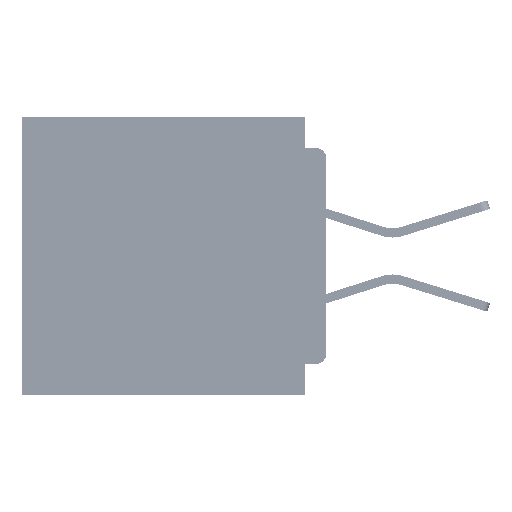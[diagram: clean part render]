
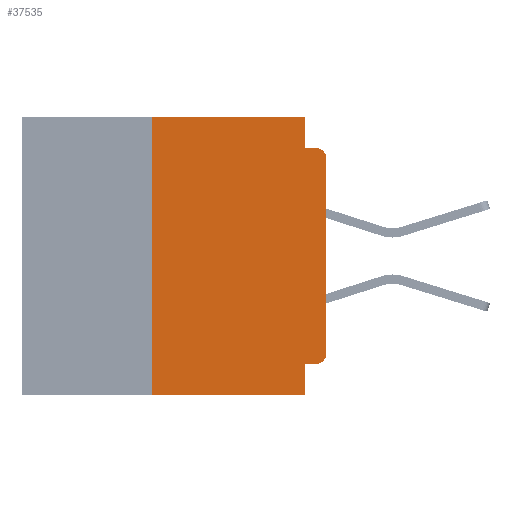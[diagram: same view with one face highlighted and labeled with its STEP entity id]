
A CAD part, left-side view. The second image highlights one B-rep face of the part: STEP entity #37535.
In plain terms, the highlighted planar face has unit normal (-1, 0, 0).
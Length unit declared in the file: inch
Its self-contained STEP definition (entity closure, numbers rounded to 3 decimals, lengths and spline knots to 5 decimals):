
#2537 = VECTOR ( 'NONE', #39823, 39.37008 ) ;
#2939 = DIRECTION ( 'NONE',  ( 0., 1., 0. ) ) ;
#3587 = ORIENTED_EDGE ( 'NONE', *, *, #44185, .F. ) ;
#3793 = LINE ( 'NONE', #13030, #18670 ) ;
#4094 = CARTESIAN_POINT ( 'NONE',  ( 0., 0., -0.34 ) ) ;
#4099 = LINE ( 'NONE', #29862, #2537 ) ;
#4609 = VERTEX_POINT ( 'NONE', #4094 ) ;
#5748 = EDGE_CURVE ( 'NONE', #20101, #41239, #54689, .T. ) ;
#6170 = CARTESIAN_POINT ( 'NONE',  ( 0., 0.437, -0.4 ) ) ;
#7529 = AXIS2_PLACEMENT_3D ( 'NONE', #46881, #17235, #51834 ) ;
#7564 = ORIENTED_EDGE ( 'NONE', *, *, #14367, .F. ) ;
#7949 = VERTEX_POINT ( 'NONE', #14149 ) ;
#8553 = CARTESIAN_POINT ( 'NONE',  ( 0., 0.031, -0.4 ) ) ;
#9036 = EDGE_CURVE ( 'NONE', #14097, #7949, #34213, .T. ) ;
#9200 = ORIENTED_EDGE ( 'NONE', *, *, #48763, .T. ) ;
#12114 = EDGE_CURVE ( 'NONE', #4609, #14097, #4099, .T. ) ;
#12552 = DIRECTION ( 'NONE',  ( 0., 0., -1. ) ) ;
#13030 = CARTESIAN_POINT ( 'NONE',  ( 0., 0., -0.355 ) ) ;
#14097 = VERTEX_POINT ( 'NONE', #26072 ) ;
#14149 = CARTESIAN_POINT ( 'NONE',  ( 0., 0.015, -0.045 ) ) ;
#14367 = EDGE_CURVE ( 'NONE', #26288, #42509, #3793, .T. ) ;
#15216 = CARTESIAN_POINT ( 'NONE',  ( 0., 0.25, -0.4 ) ) ;
#15519 = ORIENTED_EDGE ( 'NONE', *, *, #15851, .F. ) ;
#15635 = ORIENTED_EDGE ( 'NONE', *, *, #28444, .F. ) ;
#15851 = EDGE_CURVE ( 'NONE', #42509, #25186, #33974, .T. ) ;
#17071 = ORIENTED_EDGE ( 'NONE', *, *, #24184, .F. ) ;
#17235 = DIRECTION ( 'NONE',  ( -1., 0., 0. ) ) ;
#17334 = CARTESIAN_POINT ( 'NONE',  ( 0., 0.015, -0.355 ) ) ;
#17468 = CIRCLE ( 'NONE', #7529, 0.015 ) ;
#18670 = VECTOR ( 'NONE', #2939, 39.37008 ) ;
#19498 = DIRECTION ( 'NONE',  ( 1., 0., 0. ) ) ;
#20101 = VERTEX_POINT ( 'NONE', #34208 ) ;
#21731 = ORIENTED_EDGE ( 'NONE', *, *, #9036, .T. ) ;
#22348 = VECTOR ( 'NONE', #43268, 39.37008 ) ;
#24184 = EDGE_CURVE ( 'NONE', #51944, #7949, #31649, .T. ) ;
#24240 = CARTESIAN_POINT ( 'NONE',  ( 0., 0.437, 0. ) ) ;
#25186 = VERTEX_POINT ( 'NONE', #32619 ) ;
#26072 = CARTESIAN_POINT ( 'NONE',  ( 0., 0., -0.06 ) ) ;
#26288 = VERTEX_POINT ( 'NONE', #17334 ) ;
#26421 = VECTOR ( 'NONE', #45930, 39.37008 ) ;
#26539 = CARTESIAN_POINT ( 'NONE',  ( 0., 0.25, -0.4 ) ) ;
#27051 = DIRECTION ( 'NONE',  ( -1., 0., 0. ) ) ;
#27267 = CARTESIAN_POINT ( 'NONE',  ( 0., 0.031, 0. ) ) ;
#28333 = VECTOR ( 'NONE', #37681, 39.37008 ) ;
#28444 = EDGE_CURVE ( 'NONE', #60569, #20101, #36573, .T. ) ;
#29759 = AXIS2_PLACEMENT_3D ( 'NONE', #56738, #27051, #61635 ) ;
#29862 = CARTESIAN_POINT ( 'NONE',  ( 0., 0., 0. ) ) ;
#31112 = LINE ( 'NONE', #27267, #54313 ) ;
#31649 = LINE ( 'NONE', #54781, #56419 ) ;
#32619 = CARTESIAN_POINT ( 'NONE',  ( 0., 0.031, -0.4 ) ) ;
#33974 = LINE ( 'NONE', #8553, #22348 ) ;
#34208 = CARTESIAN_POINT ( 'NONE',  ( 0., 0.25, 0. ) ) ;
#34213 = CIRCLE ( 'NONE', #29759, 0.015 ) ;
#35089 = DIRECTION ( 'NONE',  ( 0., -1., 0. ) ) ;
#36573 = LINE ( 'NONE', #15216, #48166 ) ;
#37535 = ADVANCED_FACE ( 'NONE', ( #42952 ), #39191, .F. ) ;
#37681 = DIRECTION ( 'NONE',  ( 0., -1., 0. ) ) ;
#39191 = PLANE ( 'NONE',  #42432 ) ;
#39352 = EDGE_CURVE ( 'NONE', #60569, #25186, #51225, .T. ) ;
#39823 = DIRECTION ( 'NONE',  ( 0., 0., 1. ) ) ;
#40301 = ORIENTED_EDGE ( 'NONE', *, *, #39352, .T. ) ;
#41239 = VERTEX_POINT ( 'NONE', #60999 ) ;
#42432 = AXIS2_PLACEMENT_3D ( 'NONE', #24240, #19498, #54137 ) ;
#42509 = VERTEX_POINT ( 'NONE', #59460 ) ;
#42952 = FACE_OUTER_BOUND ( 'NONE', #50436, .T. ) ;
#43268 = DIRECTION ( 'NONE',  ( 0., 0., -1. ) ) ;
#44185 = EDGE_CURVE ( 'NONE', #41239, #51944, #31112, .T. ) ;
#44891 = DIRECTION ( 'NONE',  ( 0., 0., 1. ) ) ;
#45930 = DIRECTION ( 'NONE',  ( 0., -1., 0. ) ) ;
#46881 = CARTESIAN_POINT ( 'NONE',  ( 0., 0.015, -0.34 ) ) ;
#48166 = VECTOR ( 'NONE', #44891, 39.37008 ) ;
#48763 = EDGE_CURVE ( 'NONE', #26288, #4609, #17468, .T. ) ;
#49358 = CARTESIAN_POINT ( 'NONE',  ( 0., 0.031, -0.045 ) ) ;
#50436 = EDGE_LOOP ( 'NONE', ( #58424, #21731, #17071, #3587, #60408, #15635, #40301, #15519, #7564, #9200 ) ) ;
#51225 = LINE ( 'NONE', #6170, #26421 ) ;
#51834 = DIRECTION ( 'NONE',  ( 0., 0., -1. ) ) ;
#51944 = VERTEX_POINT ( 'NONE', #49358 ) ;
#54137 = DIRECTION ( 'NONE',  ( 0., 0., -1. ) ) ;
#54313 = VECTOR ( 'NONE', #12552, 39.37008 ) ;
#54689 = LINE ( 'NONE', #62289, #28333 ) ;
#54781 = CARTESIAN_POINT ( 'NONE',  ( 0., 0., -0.045 ) ) ;
#56419 = VECTOR ( 'NONE', #35089, 39.37008 ) ;
#56738 = CARTESIAN_POINT ( 'NONE',  ( 0., 0.015, -0.06 ) ) ;
#58424 = ORIENTED_EDGE ( 'NONE', *, *, #12114, .T. ) ;
#59460 = CARTESIAN_POINT ( 'NONE',  ( 0., 0.031, -0.355 ) ) ;
#60408 = ORIENTED_EDGE ( 'NONE', *, *, #5748, .F. ) ;
#60569 = VERTEX_POINT ( 'NONE', #26539 ) ;
#60999 = CARTESIAN_POINT ( 'NONE',  ( 0., 0.031, 0. ) ) ;
#61635 = DIRECTION ( 'NONE',  ( 0., 0., -1. ) ) ;
#62289 = CARTESIAN_POINT ( 'NONE',  ( 0., 0.437, 0. ) ) ;
